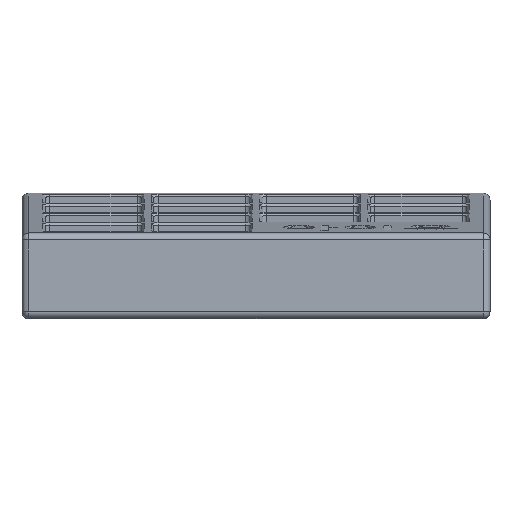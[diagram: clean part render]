
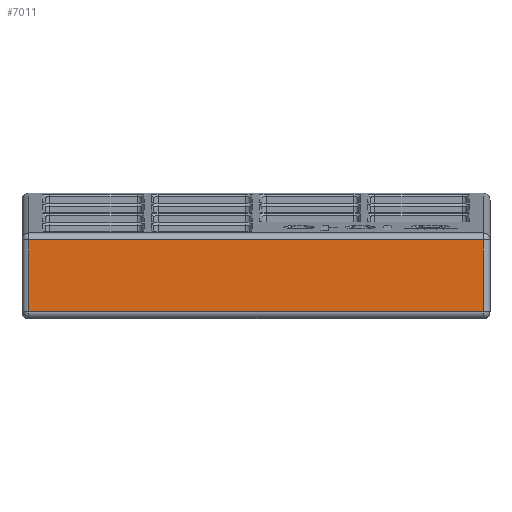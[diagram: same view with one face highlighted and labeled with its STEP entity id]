
A CAD part, front view. The second image highlights one B-rep face of the part: STEP entity #7011.
In plain terms, the highlighted planar face has unit normal (0, -1, 0).
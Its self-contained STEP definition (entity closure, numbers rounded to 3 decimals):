
#408=PLANE('',#7637);
#740=FACE_OUTER_BOUND('',#1186,.T.);
#1186=EDGE_LOOP('',(#5673,#5674,#5675,#5676));
#1565=LINE('',#10977,#2214);
#1566=LINE('',#10982,#2215);
#1569=LINE('',#10989,#2218);
#1772=LINE('',#11598,#2421);
#2214=VECTOR('',#8481,10.);
#2215=VECTOR('',#8486,10.);
#2218=VECTOR('',#8493,10.);
#2421=VECTOR('',#9064,10.);
#3079=VERTEX_POINT('',#10403);
#3081=VERTEX_POINT('',#10409);
#3224=VERTEX_POINT('',#10979);
#3227=VERTEX_POINT('',#10986);
#3930=EDGE_CURVE('',#3079,#3081,#1565,.T.);
#3932=EDGE_CURVE('',#3224,#3079,#1566,.T.);
#3936=EDGE_CURVE('',#3081,#3227,#1569,.T.);
#4214=EDGE_CURVE('',#3227,#3224,#1772,.T.);
#5673=ORIENTED_EDGE('',*,*,#4214,.F.);
#5674=ORIENTED_EDGE('',*,*,#3936,.F.);
#5675=ORIENTED_EDGE('',*,*,#3930,.F.);
#5676=ORIENTED_EDGE('',*,*,#3932,.F.);
#7011=ADVANCED_FACE('',(#740),#408,.T.);
#7637=AXIS2_PLACEMENT_3D('',#11597,#9062,#9063);
#8481=DIRECTION('',(-1.,0.,0.));
#8486=DIRECTION('',(0.,0.,-1.));
#8493=DIRECTION('',(0.,0.,1.));
#9062=DIRECTION('center_axis',(0.,-1.,0.));
#9063=DIRECTION('ref_axis',(1.,0.,0.));
#9064=DIRECTION('',(1.,0.,0.));
#10403=CARTESIAN_POINT('',(49.3,0.,1.5));
#10409=CARTESIAN_POINT('',(-49.3,0.,1.5));
#10977=CARTESIAN_POINT('',(-25.4,0.,1.5));
#10979=CARTESIAN_POINT('',(49.3,0.,17.126));
#10982=CARTESIAN_POINT('',(49.3,0.,0.));
#10986=CARTESIAN_POINT('',(-49.3,0.,17.126));
#10989=CARTESIAN_POINT('',(-49.3,0.,0.));
#11597=CARTESIAN_POINT('Origin',(-50.8,0.,0.));
#11598=CARTESIAN_POINT('',(-25.4,0.,17.126));
